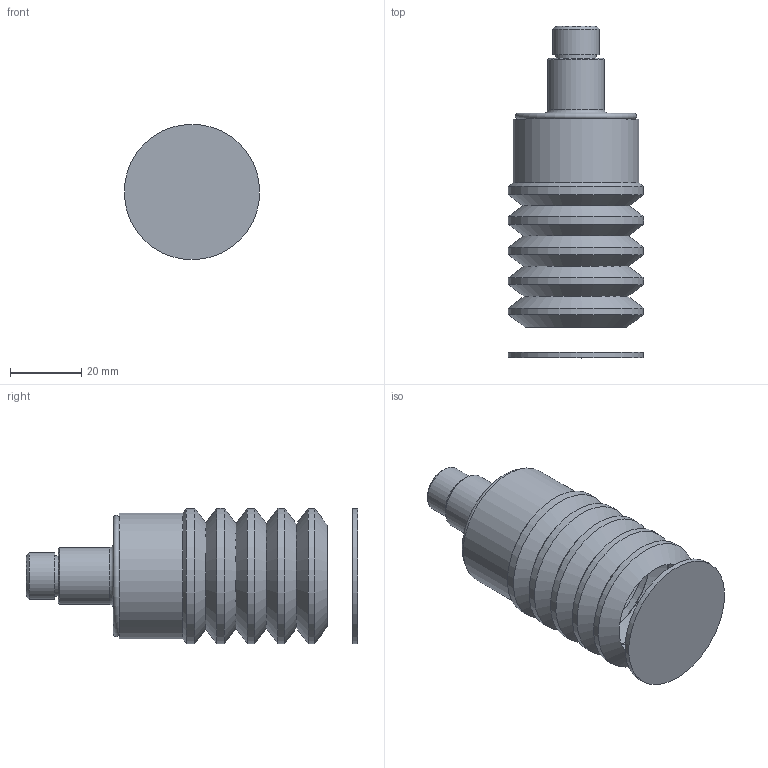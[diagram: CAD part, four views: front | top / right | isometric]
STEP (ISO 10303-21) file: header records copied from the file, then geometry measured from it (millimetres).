
FILE_DESCRIPTION(/* description */ (''),/* implementation_level */ '2;1');
FILE_NAME(/* name */ 'vf38-5cn+rac19r1-4m.stp',/* time_stamp */ '2020-07-14T09:44:23+02:00',/* author */ ('enginyeria'),/* organization */ (''),/* preprocessor_version */ 'ST-DEVELOPER v17',/* originating_system */ 'Autodesk Inventor 2019',/* authorisation */ '');
FILE_SCHEMA (('CONFIG_CONTROL_DESIGN'));
Length unit declared in the file: millimetre
Products named in the file (1): vf38-5cn+rac19r1-4m
Bounding box: 37.88 x 93.1 x 37.88 mm (x, y, z)
Volume: 69866.2 mm3; surface area: 13249.2 mm2
Topology: 1 solids, 1 shells, 33 faces, 91 edges, 65 vertices
Faces by surface type: cone 13, cylinder 11, plane 7, torus 2
Full cylindrical faces by diameter (mm): 7.5 x1, 11.445 x1, 13.157 x1, 16 x1, 35.3 x1, 38 x6
Entity records: 1202 total; most frequent: DIRECTION 226, CARTESIAN_POINT 190, ORIENTED_EDGE 182, AXIS2_PLACEMENT_3D 101, EDGE_CURVE 91, CIRCLE 67, VERTEX_POINT 65, EDGE_LOOP 38
